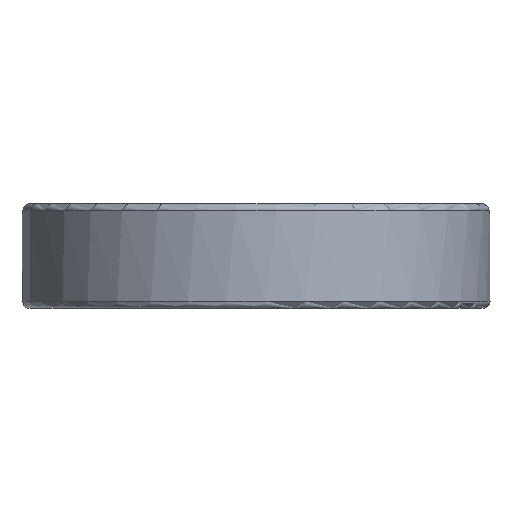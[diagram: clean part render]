
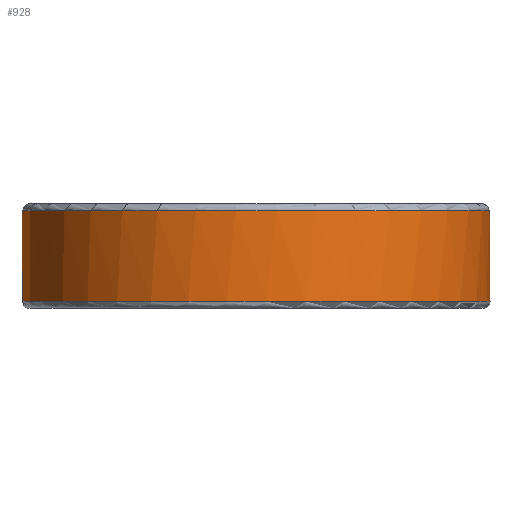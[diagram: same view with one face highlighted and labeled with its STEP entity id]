
A CAD part, front view. The second image highlights one B-rep face of the part: STEP entity #928.
In plain terms, the highlighted cylindrical face has radius 17 mm (diameter 34 mm), a full revolution.
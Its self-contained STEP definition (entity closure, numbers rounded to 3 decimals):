
#563=CARTESIAN_POINT('',(16.934,-1.5,7.1));
#564=VERTEX_POINT('',#563);
#580=CARTESIAN_POINT('',(16.934,1.5,7.1));
#581=VERTEX_POINT('',#580);
#582=CARTESIAN_POINT('',(16.934,1.5,7.1));
#583=CARTESIAN_POINT('',(16.954,1.273,6.929));
#584=CARTESIAN_POINT('',(16.972,1.008,6.794));
#585=CARTESIAN_POINT('',(16.984,0.73,6.709));
#586=CARTESIAN_POINT('',(16.993,0.528,6.647));
#587=CARTESIAN_POINT('',(16.998,0.319,6.612));
#588=CARTESIAN_POINT('',(17.,0.117,6.603));
#589=CARTESIAN_POINT('',(17.001,-0.026,6.596));
#590=CARTESIAN_POINT('',(17.,-0.166,6.601));
#591=CARTESIAN_POINT('',(16.997,-0.311,6.619));
#592=CARTESIAN_POINT('',(16.991,-0.654,6.662));
#593=CARTESIAN_POINT('',(16.973,-1.001,6.782));
#594=CARTESIAN_POINT('',(16.95,-1.301,6.965));
#595=CARTESIAN_POINT('',(16.945,-1.37,7.007));
#596=CARTESIAN_POINT('',(16.939,-1.436,7.052));
#597=CARTESIAN_POINT('',(16.934,-1.5,7.1));
#598=B_SPLINE_CURVE_WITH_KNOTS('',3,(#582,#583,#584,#585,#586,#587,#588,#589,#590,#591,#592,#593,#594,#595,#596,#597),.UNSPECIFIED.,.F.,.U.,(4,3,3,3,3,4),(0.978,1.06,1.12,1.162,1.263,1.286),.UNSPECIFIED.);
#599=EDGE_CURVE('',#581,#564,#598,.T.);
#755=CARTESIAN_POINT('',(-16.934,1.5,7.1));
#756=VERTEX_POINT('',#755);
#757=CARTESIAN_POINT('',(0.0,0.0,7.1));
#758=DIRECTION('',(0.0,0.0,1.0));
#759=DIRECTION('',(-1.0,0.0,0.0));
#760=AXIS2_PLACEMENT_3D('',#757,#758,#759);
#761=CIRCLE('',#760,17.0);
#762=EDGE_CURVE('',#581,#756,#761,.T.);
#790=CARTESIAN_POINT('',(-16.934,-1.5,7.1));
#791=VERTEX_POINT('',#790);
#792=CARTESIAN_POINT('',(-16.934,-1.5,7.1));
#793=CARTESIAN_POINT('',(-16.954,-1.273,6.929));
#794=CARTESIAN_POINT('',(-16.972,-1.008,6.794));
#795=CARTESIAN_POINT('',(-16.984,-0.73,6.709));
#796=CARTESIAN_POINT('',(-16.993,-0.528,6.647));
#797=CARTESIAN_POINT('',(-16.998,-0.319,6.612));
#798=CARTESIAN_POINT('',(-17.,-0.117,6.603));
#799=CARTESIAN_POINT('',(-17.001,0.026,6.596));
#800=CARTESIAN_POINT('',(-17.,0.166,6.601));
#801=CARTESIAN_POINT('',(-16.997,0.311,6.619));
#802=CARTESIAN_POINT('',(-16.991,0.654,6.662));
#803=CARTESIAN_POINT('',(-16.973,1.001,6.782));
#804=CARTESIAN_POINT('',(-16.95,1.301,6.965));
#805=CARTESIAN_POINT('',(-16.945,1.37,7.007));
#806=CARTESIAN_POINT('',(-16.939,1.436,7.052));
#807=CARTESIAN_POINT('',(-16.934,1.5,7.1));
#808=B_SPLINE_CURVE_WITH_KNOTS('',3,(#792,#793,#794,#795,#796,#797,#798,#799,#800,#801,#802,#803,#804,#805,#806,#807),.UNSPECIFIED.,.F.,.U.,(4,3,3,3,3,4),(0.223,0.306,0.366,0.408,0.508,0.531),.UNSPECIFIED.);
#809=EDGE_CURVE('',#791,#756,#808,.T.);
#893=CARTESIAN_POINT('',(17.0,0.,0.5));
#894=VERTEX_POINT('',#893);
#895=CARTESIAN_POINT('',(0.0,0.0,0.5));
#896=DIRECTION('',(0.0,0.0,-1.0));
#897=DIRECTION('',(-1.0,0.0,0.0));
#898=AXIS2_PLACEMENT_3D('',#895,#896,#897);
#899=CIRCLE('',#898,17.0);
#900=EDGE_CURVE('',#894,#894,#899,.T.);
#908=CARTESIAN_POINT('',(0.0,0.0,0.0));
#909=DIRECTION('',(0.0,0.0,1.0));
#910=DIRECTION('',(-1.0,0.0,0.0));
#911=AXIS2_PLACEMENT_3D('',#908,#909,#910);
#912=CYLINDRICAL_SURFACE('',#911,17.0);
#913=ORIENTED_EDGE('',*,*,#599,.T.);
#914=CARTESIAN_POINT('',(0.0,0.0,7.1));
#915=DIRECTION('',(0.0,0.0,1.0));
#916=DIRECTION('',(-1.0,0.0,0.0));
#917=AXIS2_PLACEMENT_3D('',#914,#915,#916);
#918=CIRCLE('',#917,17.0);
#919=EDGE_CURVE('',#791,#564,#918,.T.);
#920=ORIENTED_EDGE('',*,*,#919,.F.);
#921=ORIENTED_EDGE('',*,*,#809,.T.);
#922=ORIENTED_EDGE('',*,*,#762,.F.);
#923=EDGE_LOOP('',(#913,#920,#921,#922));
#924=FACE_OUTER_BOUND('',#923,.T.);
#925=ORIENTED_EDGE('',*,*,#900,.F.);
#926=EDGE_LOOP('',(#925));
#927=FACE_BOUND('',#926,.T.);
#928=ADVANCED_FACE('',(#924,#927),#912,.T.);
